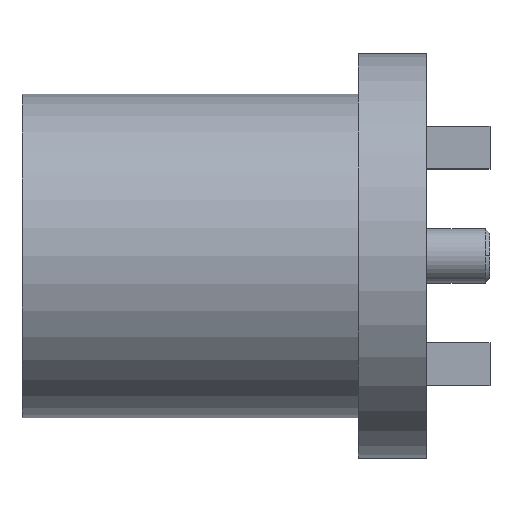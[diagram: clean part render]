
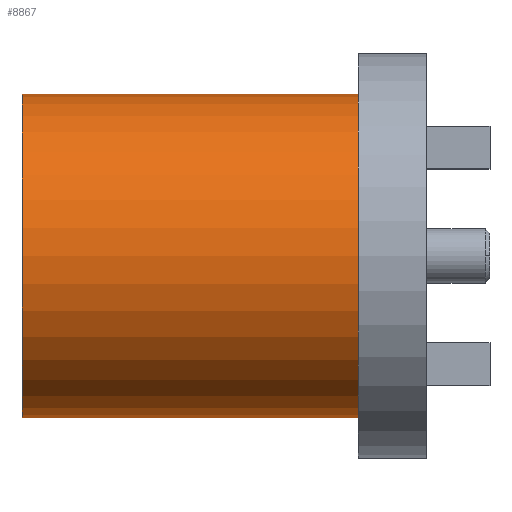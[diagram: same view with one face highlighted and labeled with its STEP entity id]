
A CAD part, top view. The second image highlights one B-rep face of the part: STEP entity #8867.
In plain terms, the highlighted cylindrical face has radius 3.8 mm (diameter 7.6 mm), a partial arc.
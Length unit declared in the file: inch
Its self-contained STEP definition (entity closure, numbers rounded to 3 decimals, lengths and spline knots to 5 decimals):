
#587 = CARTESIAN_POINT ( 'NONE',  ( 0.39272, 0., 0. ) ) ;
#686 = VERTEX_POINT ( 'NONE', #10689 ) ;
#2402 = EDGE_LOOP ( 'NONE', ( #14677, #11719, #9589, #8453 ) ) ;
#2689 = CYLINDRICAL_SURFACE ( 'NONE', #10873, 0.14961 ) ;
#3177 = VECTOR ( 'NONE', #4912, 39.37008 ) ;
#4912 = DIRECTION ( 'NONE',  ( -1., 0., 0. ) ) ;
#5041 = FACE_OUTER_BOUND ( 'NONE', #2402, .T. ) ;
#5075 = LINE ( 'NONE', #12425, #7359 ) ;
#5521 = DIRECTION ( 'NONE',  ( 0., 1., 0. ) ) ;
#6022 = CARTESIAN_POINT ( 'NONE',  ( 0., 0., 0. ) ) ;
#6305 = DIRECTION ( 'NONE',  ( -1., 0., 0. ) ) ;
#6641 = VERTEX_POINT ( 'NONE', #7856 ) ;
#6802 = AXIS2_PLACEMENT_3D ( 'NONE', #12694, #7838, #5521 ) ;
#7359 = VECTOR ( 'NONE', #6305, 39.37008 ) ;
#7838 = DIRECTION ( 'NONE',  ( -1., 0., 0. ) ) ;
#7856 = CARTESIAN_POINT ( 'NONE',  ( 0., 0.14961, 0. ) ) ;
#8090 = VERTEX_POINT ( 'NONE', #13618 ) ;
#8329 = EDGE_CURVE ( 'NONE', #8864, #686, #11359, .T. ) ;
#8453 = ORIENTED_EDGE ( 'NONE', *, *, #15042, .F. ) ;
#8864 = VERTEX_POINT ( 'NONE', #13682 ) ;
#8867 = ADVANCED_FACE ( 'NONE', ( #5041 ), #2689, .T. ) ;
#9589 = ORIENTED_EDGE ( 'NONE', *, *, #15328, .T. ) ;
#9948 = LINE ( 'NONE', #13634, #3177 ) ;
#10207 = DIRECTION ( 'NONE',  ( 0., 1., 0. ) ) ;
#10689 = CARTESIAN_POINT ( 'NONE',  ( 0.31102, 0.14961, 0. ) ) ;
#10873 = AXIS2_PLACEMENT_3D ( 'NONE', #587, #12863, #10207 ) ;
#11316 = EDGE_CURVE ( 'NONE', #8864, #8090, #9948, .T. ) ;
#11359 = CIRCLE ( 'NONE', #6802, 0.14961 ) ;
#11719 = ORIENTED_EDGE ( 'NONE', *, *, #8329, .T. ) ;
#12063 = DIRECTION ( 'NONE',  ( 0., 1., 0. ) ) ;
#12425 = CARTESIAN_POINT ( 'NONE',  ( 0.39272, 0.14961, 0. ) ) ;
#12694 = CARTESIAN_POINT ( 'NONE',  ( 0.31102, 0., 0. ) ) ;
#12863 = DIRECTION ( 'NONE',  ( -1., 0., 0. ) ) ;
#13618 = CARTESIAN_POINT ( 'NONE',  ( 0., -0.14961, 0. ) ) ;
#13634 = CARTESIAN_POINT ( 'NONE',  ( 0.39272, -0.14961, 0. ) ) ;
#13682 = CARTESIAN_POINT ( 'NONE',  ( 0.31102, -0.14961, 0. ) ) ;
#13726 = CIRCLE ( 'NONE', #13992, 0.14961 ) ;
#13992 = AXIS2_PLACEMENT_3D ( 'NONE', #6022, #15749, #12063 ) ;
#14677 = ORIENTED_EDGE ( 'NONE', *, *, #11316, .F. ) ;
#15042 = EDGE_CURVE ( 'NONE', #8090, #6641, #13726, .T. ) ;
#15328 = EDGE_CURVE ( 'NONE', #686, #6641, #5075, .T. ) ;
#15749 = DIRECTION ( 'NONE',  ( -1., 0., 0. ) ) ;
